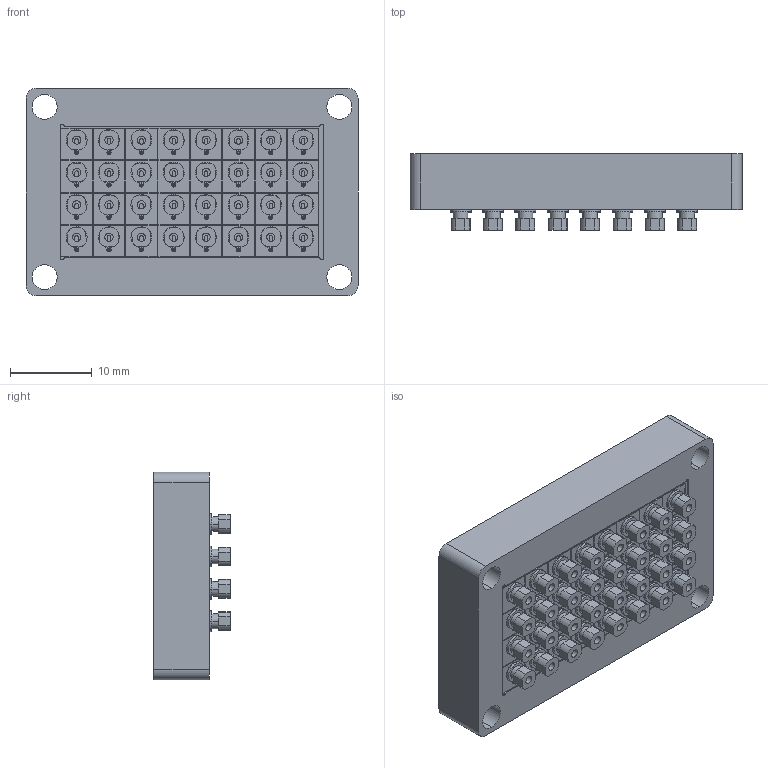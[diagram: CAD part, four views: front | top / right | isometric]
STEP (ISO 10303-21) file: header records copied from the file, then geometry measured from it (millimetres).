
FILE_DESCRIPTION (( 'STEP AP203' ), '1' );
FILE_NAME ('AM-CA-9550-32C.STEP', '2022-03-09T20:57:21', ( '' ), ( '' ), 'SwSTEP 2.0', 'SolidWorks 2021', '' );
FILE_SCHEMA (( 'CONFIG_CONTROL_DESIGN' ));
Length unit declared in the file: millimetre
Products named in the file (1): AM-CA-9550-32C
Bounding box: 40.64 x 9.36 x 25.4 mm (x, y, z)
Volume: 7043.6 mm3; surface area: 4668.1 mm2
Topology: 33 solids, 33 shells, 1928 faces, 4524 edges, 3016 vertices
Faces by surface type: plane 1072, cylinder 856
Entity records: 55837 total; most frequent: DIRECTION 10094, CARTESIAN_POINT 9469, ORIENTED_EDGE 9048, EDGE_CURVE 4524, AXIS2_PLACEMENT_3D 3641, VERTEX_POINT 3016, VECTOR 2812, LINE 2812
